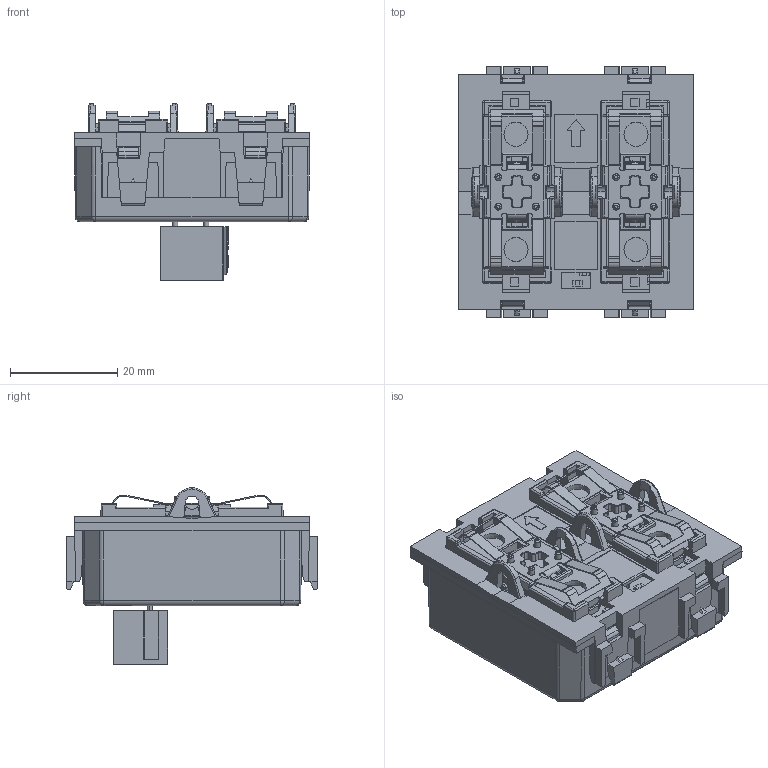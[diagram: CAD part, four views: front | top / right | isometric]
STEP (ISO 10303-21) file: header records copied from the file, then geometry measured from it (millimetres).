
FILE_DESCRIPTION(('CATIA V5 STEP Exchange','CAx-IF Rec.Pracs.--- Model Styling and Organization---1.4--- 2014-01-23'),'2;1');
FILE_NAME('A007599_A-ASS-1.stp','2020-01-20T12:40:55+00:00',('none'),('none'),'CATIA Version 5-6 Release 2017 SP3','CATIA V5 STEP AP214','none');
FILE_SCHEMA(('AUTOMOTIVE_DESIGN { 1 0 10303 214 1 1 1 1 }'));
Products named in the file (7): A007599_A ; 078494; EG01426_A; AD00155_A ; AD00155_A; AD00155_A_1; HF00088_A
Assembly tree (7 placements, depth 3):
  A007599_A 
    078494
    EG01426_A
    AD00155_A 
      AD00155_A  x2
      AD00155_A_1
    HF00088_A
Bounding box: 43.8 x 47 x 32.9 mm (x, y, z)
Volume: 14955.1 mm3; surface area: 26061 mm2
Topology: 409 solids, 409 shells, 4688 faces, 11480 edges, 7515 vertices
Faces by surface type: plane 3520, cylinder 887, sphere 104, torus 67, cone 67, bspline 43
Entity records: 135394 total; most frequent: CARTESIAN_POINT 31603, ORIENTED_EDGE 21858, DIRECTION 17254, EDGE_CURVE 10929, VECTOR 8076, LINE 8076, VERTEX_POINT 7209, AXIS2_PLACEMENT_3D 5167
